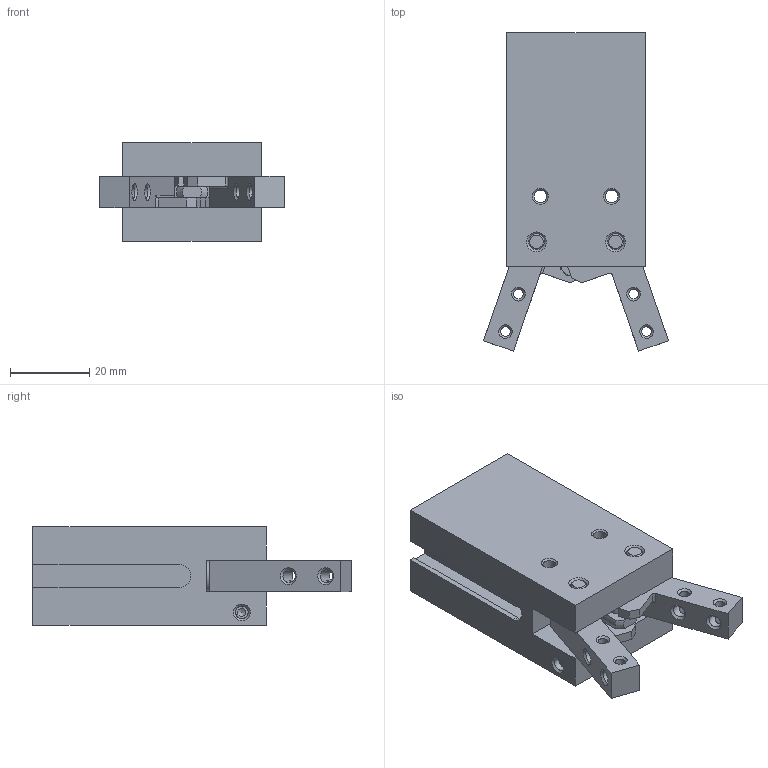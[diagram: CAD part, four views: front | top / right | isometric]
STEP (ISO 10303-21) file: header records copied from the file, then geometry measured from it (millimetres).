
FILE_DESCRIPTION((''),'2;1');
FILE_NAME('M20NAM.stp','2016-07-29T08:53:19',('carlo.corazza'),(''),'Autodesk Inventor 2013','Autodesk Inventor 2013','');
FILE_SCHEMA(('AUTOMOTIVE_DESIGN { 1 0 10303 214 1 1 1 1 }'));
Length unit declared in the file: millimetre
Products named in the file (1): M20NAM
Bounding box: 46.74 x 80.41 x 25 mm (x, y, z)
Volume: 41993 mm3; surface area: 21674.3 mm2
Topology: 1 solids, 8 shells, 290 faces, 707 edges, 454 vertices
Faces by surface type: plane 115, cylinder 95, cone 71, torus 9
Full cylindrical faces by diameter (mm): 1 x2, 2 x2, 2.459 x8, 3.242 x13, 4 x10, 4.134 x2, 4.5 x1, 5.2 x1, 6 x1, 7 x1, 7.8 x1, 8 x2, 9.3 x2, 12 x3, 14.1 x2, 14.9 x1, 16.5 x2, 19.8 x3, 20 x1, 20.5 x1, 22 x4, 23.1 x1
Entity records: 8492 total; most frequent: CARTESIAN_POINT 1969, DIRECTION 1298, ORIENTED_EDGE 1066, AXIS2_PLACEMENT_3D 537, EDGE_CURVE 533, EDGE_LOOP 499, VERTEX_POINT 408, STYLED_ITEM 290
